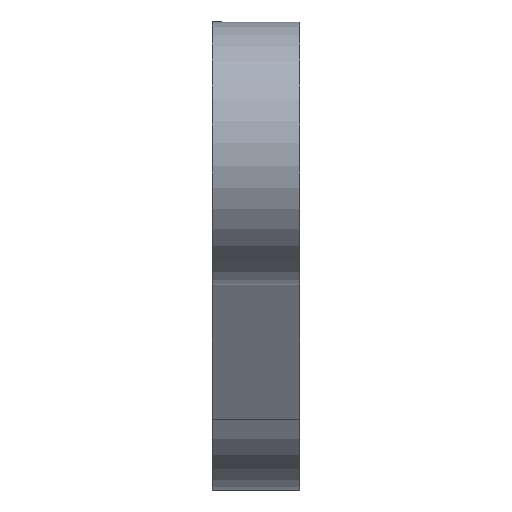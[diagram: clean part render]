
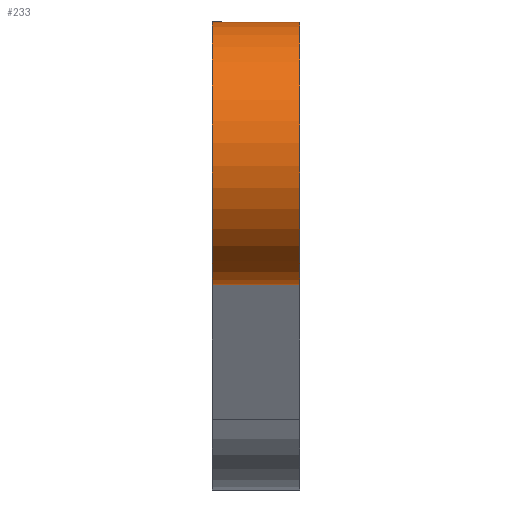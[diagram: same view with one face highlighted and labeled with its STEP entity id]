
A CAD part, left-side view. The second image highlights one B-rep face of the part: STEP entity #233.
In plain terms, the highlighted cylindrical face has radius 15 mm (diameter 30 mm), a partial arc.
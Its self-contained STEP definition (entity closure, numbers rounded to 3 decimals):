
#23=CIRCLE('',#256,15.);
#31=CIRCLE('',#272,15.);
#37=CYLINDRICAL_SURFACE('',#271,15.);
#49=FACE_OUTER_BOUND('',#65,.T.);
#65=EDGE_LOOP('',(#205,#206,#207,#208));
#82=LINE('',#392,#100);
#83=LINE('',#395,#101);
#100=VECTOR('',#323,10.);
#101=VECTOR('',#326,10.);
#115=VERTEX_POINT('',#370);
#116=VERTEX_POINT('',#372);
#121=VERTEX_POINT('',#390);
#122=VERTEX_POINT('',#394);
#137=EDGE_CURVE('',#115,#116,#23,.F.);
#147=EDGE_CURVE('',#121,#115,#82,.F.);
#148=EDGE_CURVE('',#116,#122,#83,.F.);
#154=EDGE_CURVE('',#121,#122,#31,.F.);
#205=ORIENTED_EDGE('',*,*,#147,.F.);
#206=ORIENTED_EDGE('',*,*,#154,.T.);
#207=ORIENTED_EDGE('',*,*,#148,.F.);
#208=ORIENTED_EDGE('',*,*,#137,.F.);
#233=ADVANCED_FACE('',(#49),#37,.T.);
#256=AXIS2_PLACEMENT_3D('',#373,#299,#300);
#271=AXIS2_PLACEMENT_3D('',#405,#338,#339);
#272=AXIS2_PLACEMENT_3D('',#406,#340,#341);
#299=DIRECTION('center_axis',(0.,1.,0.));
#300=DIRECTION('ref_axis',(0.946,0.,-0.324));
#323=DIRECTION('',(0.,1.,0.));
#326=DIRECTION('',(0.,-1.,0.));
#338=DIRECTION('center_axis',(0.,-1.,0.));
#339=DIRECTION('ref_axis',(-0.969,0.,0.246));
#340=DIRECTION('center_axis',(0.,1.,0.));
#341=DIRECTION('ref_axis',(0.946,0.,-0.324));
#370=CARTESIAN_POINT('',(59.091,-210.,91.182));
#372=CARTESIAN_POINT('',(54.163,-210.,71.798));
#373=CARTESIAN_POINT('Origin',(45.791,-210.,84.245));
#390=CARTESIAN_POINT('',(59.091,-200.,91.182));
#392=CARTESIAN_POINT('',(59.091,-210.,91.182));
#394=CARTESIAN_POINT('',(54.163,-200.,71.798));
#395=CARTESIAN_POINT('',(54.163,-210.,71.798));
#405=CARTESIAN_POINT('Origin',(45.791,-210.,84.245));
#406=CARTESIAN_POINT('Origin',(45.791,-200.,84.245));
